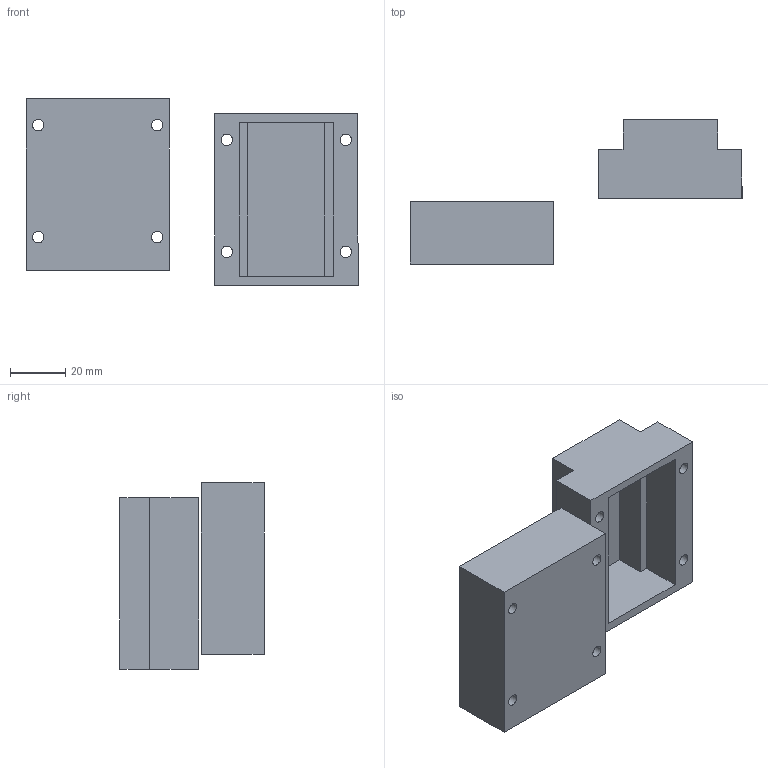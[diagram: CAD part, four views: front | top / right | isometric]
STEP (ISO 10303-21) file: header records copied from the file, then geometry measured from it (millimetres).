
FILE_DESCRIPTION(/* description */ (''),/* implementation_level */ '2;1');
FILE_NAME(/* name */ 'lightbox v2.step',/* time_stamp */ '2018-12-09T16:40:56-05:00',/* author */ ('yt89CJDTM'),/* organization */ (''),/* preprocessor_version */ 'ST-DEVELOPER v17.2',/* originating_system */ 'Autodesk Translation Framework v7.6.0.251',/* authorisation */ '');
FILE_SCHEMA (('AUTOMOTIVE_DESIGN { 1 0 10303 214 3 1 1 }'));
Length unit declared in the file: inch
Products named in the file (2): lightbox; lid
Assembly tree (1 placements, depth 2):
  lightbox
    lid
Bounding box: 120.47 x 52.39 x 67.6 mm (x, y, z)
Volume: 73598.3 mm3; surface area: 33894.7 mm2
Topology: 2 solids, 2 shells, 38 faces, 100 edges, 68 vertices
Faces by surface type: plane 30, cylinder 8
Full cylindrical faces by diameter (mm): 4.166 x8
Entity records: 1264 total; most frequent: CARTESIAN_POINT 209, DIRECTION 202, ORIENTED_EDGE 200, EDGE_CURVE 100, LINE 80, VECTOR 80, VERTEX_POINT 68, AXIS2_PLACEMENT_3D 61
